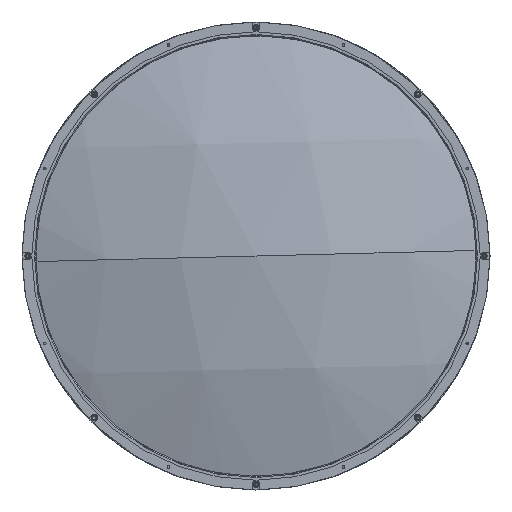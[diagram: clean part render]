
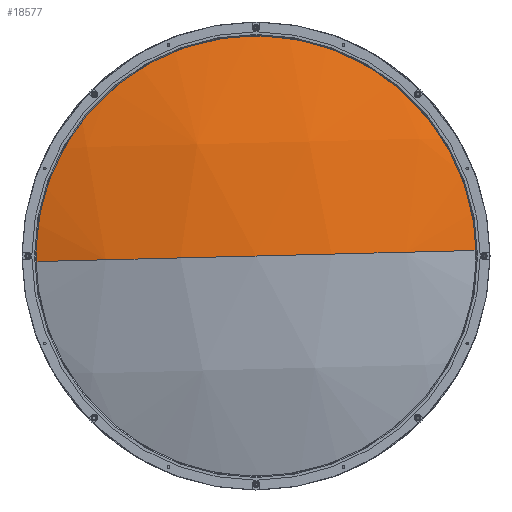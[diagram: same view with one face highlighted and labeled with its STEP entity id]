
A CAD part, left-side view. The second image highlights one B-rep face of the part: STEP entity #18577.
In plain terms, the highlighted spherical face has radius 625 mm.
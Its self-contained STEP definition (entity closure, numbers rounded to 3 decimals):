
#374 = DIRECTION ( 'NONE',  ( 0., 0.025, 1. ) ) ;
#741 = CIRCLE ( 'NONE', #1806, 625. ) ;
#904 = CIRCLE ( 'NONE', #15178, 205. ) ;
#975 = VERTEX_POINT ( 'NONE', #17330 ) ;
#1806 = AXIS2_PLACEMENT_3D ( 'NONE', #8276, #21591, #10221 ) ;
#3896 = ORIENTED_EDGE ( 'NONE', *, *, #9919, .F. ) ;
#5140 = FACE_OUTER_BOUND ( 'NONE', #16141, .T. ) ;
#5341 = ORIENTED_EDGE ( 'NONE', *, *, #10574, .T. ) ;
#6056 = EDGE_CURVE ( 'NONE', #975, #20284, #741, .T. ) ;
#7606 = CARTESIAN_POINT ( 'NONE',  ( 31.576, -204.935, 5.173 ) ) ;
#8276 = CARTESIAN_POINT ( 'NONE',  ( 622., 0., 0. ) ) ;
#9135 = CARTESIAN_POINT ( 'NONE',  ( 622., 0., 0. ) ) ;
#9919 = EDGE_CURVE ( 'NONE', #19641, #20284, #15739, .T. ) ;
#9953 = AXIS2_PLACEMENT_3D ( 'NONE', #15683, #17883, #21676 ) ;
#10221 = DIRECTION ( 'NONE',  ( 0., -1., 0.025 ) ) ;
#10574 = EDGE_CURVE ( 'NONE', #19641, #975, #904, .T. ) ;
#10797 = ORIENTED_EDGE ( 'NONE', *, *, #6056, .T. ) ;
#11068 = DIRECTION ( 'NONE',  ( 0., 1., -0.025 ) ) ;
#11950 = DIRECTION ( 'NONE',  ( -1., 0., 0. ) ) ;
#12140 = CARTESIAN_POINT ( 'NONE',  ( -3., 0., 0. ) ) ;
#13586 = AXIS2_PLACEMENT_3D ( 'NONE', #9135, #22440, #11068 ) ;
#15178 = AXIS2_PLACEMENT_3D ( 'NONE', #23316, #11950, #374 ) ;
#15683 = CARTESIAN_POINT ( 'NONE',  ( 622., 0., 0. ) ) ;
#15739 = CIRCLE ( 'NONE', #13586, 625. ) ;
#16141 = EDGE_LOOP ( 'NONE', ( #5341, #10797, #3896 ) ) ;
#17330 = CARTESIAN_POINT ( 'NONE',  ( 31.576, 204.935, -5.173 ) ) ;
#17883 = DIRECTION ( 'NONE',  ( 0., 0.025, 1. ) ) ;
#18577 = ADVANCED_FACE ( 'NONE', ( #5140 ), #19245, .T. ) ;
#19245 = SPHERICAL_SURFACE ( 'NONE', #9953, 625. ) ;
#19641 = VERTEX_POINT ( 'NONE', #7606 ) ;
#20284 = VERTEX_POINT ( 'NONE', #12140 ) ;
#21591 = DIRECTION ( 'NONE',  ( 0., 0.025, 1. ) ) ;
#21676 = DIRECTION ( 'NONE',  ( 0., -1., 0.025 ) ) ;
#22440 = DIRECTION ( 'NONE',  ( 0., -0.025, -1. ) ) ;
#23316 = CARTESIAN_POINT ( 'NONE',  ( 31.576, 0., 0. ) ) ;
